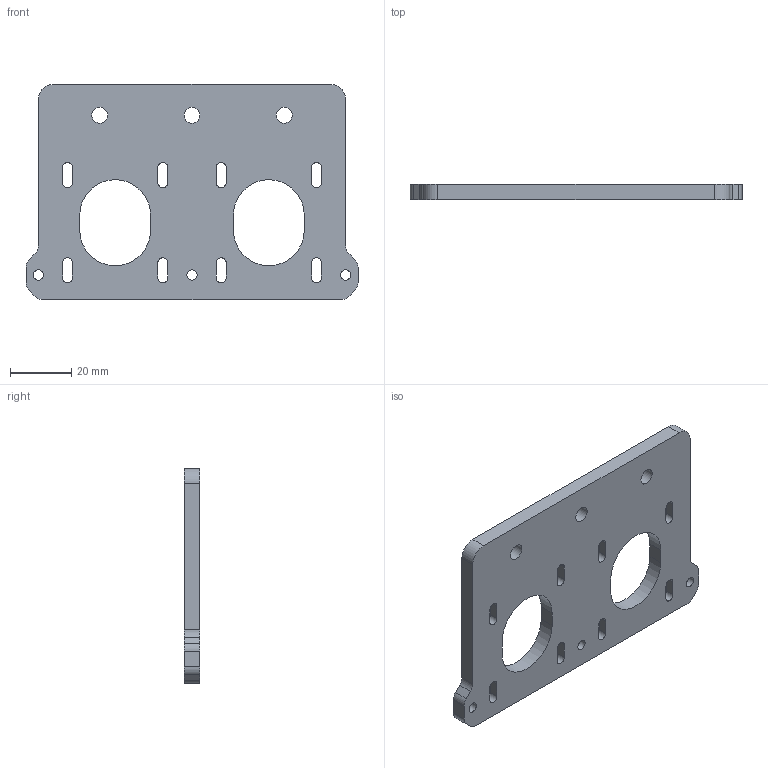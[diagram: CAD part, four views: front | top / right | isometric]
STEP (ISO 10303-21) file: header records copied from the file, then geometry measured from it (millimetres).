
FILE_DESCRIPTION(/* description */ (''),/* implementation_level */ '2;1');
FILE_NAME(/* name */ 'XY stepper mount 1.0.step',/* time_stamp */ '2020-11-18T04:57:55-06:00',/* author */ (''),/* organization */ (''),/* preprocessor_version */ 'ST-DEVELOPER v18.1',/* originating_system */ 'Autodesk Translation Framework v9.3.0.1241',/* authorisation */ '');
FILE_SCHEMA (('AUTOMOTIVE_DESIGN { 1 0 10303 214 3 1 1 }'));
Length unit declared in the file: millimetre
Products named in the file (1): XY stepper mounts v1
Bounding box: 108 x 5 x 70 mm (x, y, z)
Volume: 27914.2 mm3; surface area: 15405.5 mm2
Topology: 1 solids, 1 shells, 108 faces, 294 edges, 196 vertices
Faces by surface type: plane 56, cylinder 52
Full cylindrical faces by diameter (mm): 3.332 x3, 5.2 x3
Entity records: 3546 total; most frequent: DIRECTION 616, CARTESIAN_POINT 599, ORIENTED_EDGE 588, EDGE_CURVE 294, AXIS2_PLACEMENT_3D 213, VERTEX_POINT 196, LINE 190, VECTOR 190
